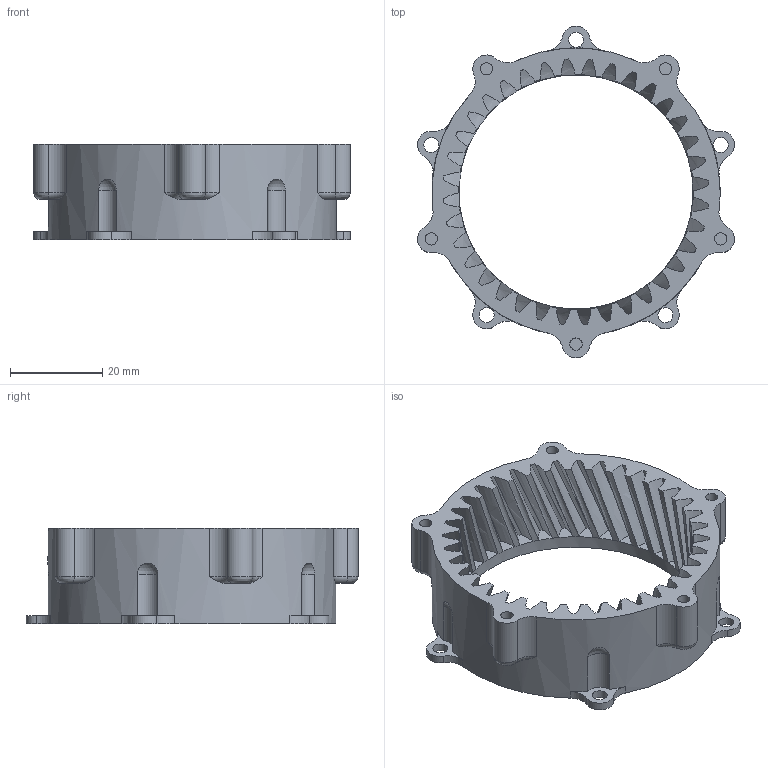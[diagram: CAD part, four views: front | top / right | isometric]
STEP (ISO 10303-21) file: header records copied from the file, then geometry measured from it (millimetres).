
FILE_DESCRIPTION(/* description */ (''),/* implementation_level */ '2;1');
FILE_NAME(/* name */ 'LowRedHousingHel.step',/* time_stamp */ '2023-11-23T20:40:17-05:00',/* author */ (''),/* organization */ (''),/* preprocessor_version */ 'ST-DEVELOPER v20',/* originating_system */ 'Autodesk Translation Framework v12.14.0.127',/* authorisation */ '');
FILE_SCHEMA (('AUTOMOTIVE_DESIGN { 1 0 10303 214 3 1 1 }'));
Length unit declared in the file: millimetre
Products named in the file (1): LowRedHousingHel
Bounding box: 68.77 x 72 x 20.75 mm (x, y, z)
Volume: 17803.9 mm3; surface area: 14339.3 mm2
Topology: 1 solids, 1 shells, 264 faces, 688 edges, 431 vertices
Faces by surface type: bspline 149, plane 53, cylinder 47, torus 10, sphere 5
Full cylindrical faces by diameter (mm): 2.65 x5, 3.25 x5, 51 x1, 62.5 x1
Entity records: 13457 total; most frequent: CARTESIAN_POINT 7711, ORIENTED_EDGE 1376, DIRECTION 940, EDGE_CURVE 688, AXIS2_PLACEMENT_3D 439, VERTEX_POINT 431, CIRCLE 323, B_SPLINE_CURVE_WITH_KNOTS 303
